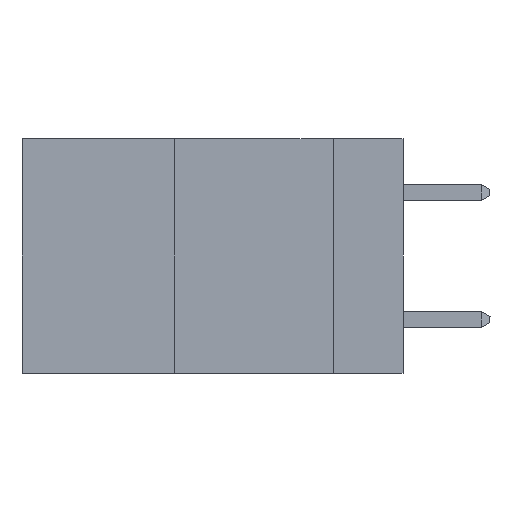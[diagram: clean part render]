
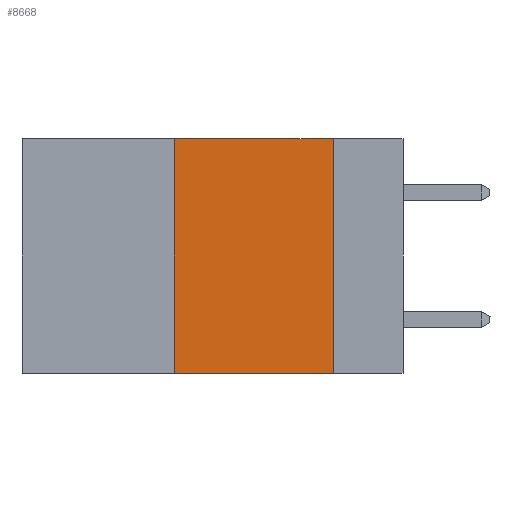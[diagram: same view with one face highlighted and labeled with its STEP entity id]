
A CAD part, left-side view. The second image highlights one B-rep face of the part: STEP entity #8668.
In plain terms, the highlighted planar face has unit normal (-1, 0, 0).
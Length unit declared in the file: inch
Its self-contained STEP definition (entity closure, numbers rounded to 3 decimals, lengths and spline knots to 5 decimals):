
#709 = VECTOR ( 'NONE', #8054, 39.37008 ) ;
#1385 = ORIENTED_EDGE ( 'NONE', *, *, #15917, .F. ) ;
#2099 = VECTOR ( 'NONE', #9794, 39.37008 ) ;
#2419 = DIRECTION ( 'NONE',  ( 1., 0., 0. ) ) ;
#2619 = EDGE_LOOP ( 'NONE', ( #1385, #7826, #10069, #8903 ) ) ;
#2644 = VECTOR ( 'NONE', #9166, 39.37008 ) ;
#6569 = EDGE_CURVE ( 'NONE', #6959, #6913, #7087, .T. ) ;
#6913 = VERTEX_POINT ( 'NONE', #10612 ) ;
#6959 = VERTEX_POINT ( 'NONE', #9002 ) ;
#7087 = LINE ( 'NONE', #13245, #2099 ) ;
#7428 = VERTEX_POINT ( 'NONE', #9071 ) ;
#7826 = ORIENTED_EDGE ( 'NONE', *, *, #10976, .F. ) ;
#8054 = DIRECTION ( 'NONE',  ( 0., 0., -1. ) ) ;
#8088 = LINE ( 'NONE', #15926, #14316 ) ;
#8668 = ADVANCED_FACE ( 'NONE', ( #10154 ), #10394, .F. ) ;
#8903 = ORIENTED_EDGE ( 'NONE', *, *, #9190, .T. ) ;
#9002 = CARTESIAN_POINT ( 'NONE',  ( 0., 0.36, -0.37 ) ) ;
#9071 = CARTESIAN_POINT ( 'NONE',  ( 0., 0.11, -0.37 ) ) ;
#9166 = DIRECTION ( 'NONE',  ( 0., -1., 0. ) ) ;
#9190 = EDGE_CURVE ( 'NONE', #6959, #7428, #8088, .T. ) ;
#9794 = DIRECTION ( 'NONE',  ( 0., 0., 1. ) ) ;
#9954 = AXIS2_PLACEMENT_3D ( 'NONE', #13930, #2419, #11645 ) ;
#10069 = ORIENTED_EDGE ( 'NONE', *, *, #6569, .F. ) ;
#10154 = FACE_OUTER_BOUND ( 'NONE', #2619, .T. ) ;
#10394 = PLANE ( 'NONE',  #9954 ) ;
#10612 = CARTESIAN_POINT ( 'NONE',  ( 0., 0.36, 0. ) ) ;
#10976 = EDGE_CURVE ( 'NONE', #6913, #16038, #11784, .T. ) ;
#11645 = DIRECTION ( 'NONE',  ( 0., 0., -1. ) ) ;
#11784 = LINE ( 'NONE', #13218, #2644 ) ;
#13218 = CARTESIAN_POINT ( 'NONE',  ( 0., 0.6, 0. ) ) ;
#13245 = CARTESIAN_POINT ( 'NONE',  ( 0., 0.36, 0. ) ) ;
#13930 = CARTESIAN_POINT ( 'NONE',  ( 0., 0.6, 0. ) ) ;
#13942 = CARTESIAN_POINT ( 'NONE',  ( 0., 0.11, 0. ) ) ;
#14316 = VECTOR ( 'NONE', #15662, 39.37008 ) ;
#14711 = LINE ( 'NONE', #14794, #709 ) ;
#14794 = CARTESIAN_POINT ( 'NONE',  ( 0., 0.11, 0. ) ) ;
#15662 = DIRECTION ( 'NONE',  ( 0., -1., 0. ) ) ;
#15917 = EDGE_CURVE ( 'NONE', #16038, #7428, #14711, .T. ) ;
#15926 = CARTESIAN_POINT ( 'NONE',  ( 0., 0.6, -0.37 ) ) ;
#16038 = VERTEX_POINT ( 'NONE', #13942 ) ;
